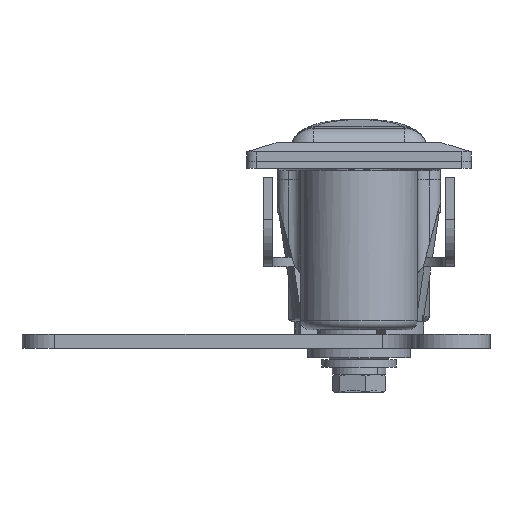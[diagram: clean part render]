
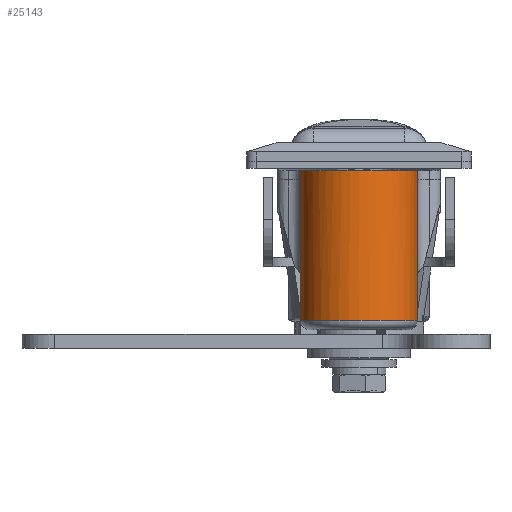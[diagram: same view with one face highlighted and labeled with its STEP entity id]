
A CAD part, front view. The second image highlights one B-rep face of the part: STEP entity #25143.
In plain terms, the highlighted cylindrical face has radius 12.5 mm (diameter 25 mm), a partial arc.
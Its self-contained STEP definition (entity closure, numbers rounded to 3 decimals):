
#7 = CARTESIAN_POINT ( 'NONE',  ( 12.5, -142.5, -38. ) ) ;
#439 = CARTESIAN_POINT ( 'NONE',  ( 0., -142.5, -40. ) ) ;
#1337 = LINE ( 'NONE', #27142, #18975 ) ;
#1934 = CYLINDRICAL_SURFACE ( 'NONE', #25483, 12.5 ) ;
#2924 = EDGE_CURVE ( 'NONE', #9567, #9709, #25467, .T. ) ;
#3219 = EDGE_CURVE ( 'NONE', #30203, #6529, #27374, .T. ) ;
#3992 = CIRCLE ( 'NONE', #8351, 12.5 ) ;
#4827 = EDGE_CURVE ( 'NONE', #13121, #30203, #30292, .T. ) ;
#6179 = ORIENTED_EDGE ( 'NONE', *, *, #21257, .T. ) ;
#6289 = DIRECTION ( 'NONE',  ( 0., 0., 1. ) ) ;
#6529 = VERTEX_POINT ( 'NONE', #15230 ) ;
#6994 = CARTESIAN_POINT ( 'NONE',  ( 0., -142.5, -38. ) ) ;
#7570 = DIRECTION ( 'NONE',  ( -1., 0., 0. ) ) ;
#8334 = DIRECTION ( 'NONE',  ( 0., 0., 1. ) ) ;
#8351 = AXIS2_PLACEMENT_3D ( 'NONE', #22810, #8334, #25276 ) ;
#8516 = DIRECTION ( 'NONE',  ( 0., 0., 1. ) ) ;
#9567 = VERTEX_POINT ( 'NONE', #14223 ) ;
#9709 = VERTEX_POINT ( 'NONE', #7 ) ;
#10018 = FACE_OUTER_BOUND ( 'NONE', #25606, .T. ) ;
#10019 = ORIENTED_EDGE ( 'NONE', *, *, #30092, .F. ) ;
#10354 = CARTESIAN_POINT ( 'NONE',  ( -12.5, -142.5, -40. ) ) ;
#13121 = VERTEX_POINT ( 'NONE', #27458 ) ;
#13629 = ORIENTED_EDGE ( 'NONE', *, *, #15943, .F. ) ;
#14056 = CARTESIAN_POINT ( 'NONE',  ( 0., -142.5, -6. ) ) ;
#14071 = ORIENTED_EDGE ( 'NONE', *, *, #3219, .F. ) ;
#14223 = CARTESIAN_POINT ( 'NONE',  ( -12.5, -142.5, -38. ) ) ;
#14266 = CARTESIAN_POINT ( 'NONE',  ( -12.5, -142.5, -6. ) ) ;
#14742 = DIRECTION ( 'NONE',  ( 0., 0., 1. ) ) ;
#15230 = CARTESIAN_POINT ( 'NONE',  ( 8.57, -151.6, -6. ) ) ;
#15943 = EDGE_CURVE ( 'NONE', #9567, #27585, #21703, .T. ) ;
#16103 = AXIS2_PLACEMENT_3D ( 'NONE', #17325, #24852, #7570 ) ;
#17325 = CARTESIAN_POINT ( 'NONE',  ( 0., -142.5, -6. ) ) ;
#17344 = DIRECTION ( 'NONE',  ( 0., 0., 1. ) ) ;
#17451 = VERTEX_POINT ( 'NONE', #29161 ) ;
#18975 = VECTOR ( 'NONE', #17344, 1000. ) ;
#20473 = ORIENTED_EDGE ( 'NONE', *, *, #2924, .T. ) ;
#21011 = AXIS2_PLACEMENT_3D ( 'NONE', #14056, #6289, #31732 ) ;
#21257 = EDGE_CURVE ( 'NONE', #9709, #17451, #1337, .T. ) ;
#21703 = LINE ( 'NONE', #10354, #22819 ) ;
#22187 = ORIENTED_EDGE ( 'NONE', *, *, #4827, .F. ) ;
#22810 = CARTESIAN_POINT ( 'NONE',  ( 0., -142.5, -6. ) ) ;
#22819 = VECTOR ( 'NONE', #27436, 1000. ) ;
#24200 = ORIENTED_EDGE ( 'NONE', *, *, #31693, .F. ) ;
#24852 = DIRECTION ( 'NONE',  ( 0., 0., 1. ) ) ;
#25143 = ADVANCED_FACE ( 'NONE', ( #10018 ), #1934, .T. ) ;
#25183 = CARTESIAN_POINT ( 'NONE',  ( 0., -155., -6. ) ) ;
#25276 = DIRECTION ( 'NONE',  ( -1., 0., 0. ) ) ;
#25467 = CIRCLE ( 'NONE', #30540, 12.5 ) ;
#25474 = CARTESIAN_POINT ( 'NONE',  ( 0., -142.5, -6. ) ) ;
#25483 = AXIS2_PLACEMENT_3D ( 'NONE', #439, #14742, #27191 ) ;
#25606 = EDGE_LOOP ( 'NONE', ( #13629, #20473, #6179, #24200, #14071, #22187, #10019 ) ) ;
#26542 = DIRECTION ( 'NONE',  ( 0., 0., 1. ) ) ;
#27064 = DIRECTION ( 'NONE',  ( -1., 0., 0. ) ) ;
#27142 = CARTESIAN_POINT ( 'NONE',  ( 12.5, -142.5, -40. ) ) ;
#27191 = DIRECTION ( 'NONE',  ( 1., 0., 0. ) ) ;
#27374 = CIRCLE ( 'NONE', #29906, 12.5 ) ;
#27436 = DIRECTION ( 'NONE',  ( 0., 0., 1. ) ) ;
#27458 = CARTESIAN_POINT ( 'NONE',  ( -8.57, -151.6, -6. ) ) ;
#27585 = VERTEX_POINT ( 'NONE', #14266 ) ;
#28249 = DIRECTION ( 'NONE',  ( -1., 0., 0. ) ) ;
#28457 = CIRCLE ( 'NONE', #16103, 12.5 ) ;
#29161 = CARTESIAN_POINT ( 'NONE',  ( 12.5, -142.5, -6. ) ) ;
#29906 = AXIS2_PLACEMENT_3D ( 'NONE', #25474, #8516, #28249 ) ;
#30092 = EDGE_CURVE ( 'NONE', #27585, #13121, #3992, .T. ) ;
#30203 = VERTEX_POINT ( 'NONE', #25183 ) ;
#30292 = CIRCLE ( 'NONE', #21011, 12.5 ) ;
#30540 = AXIS2_PLACEMENT_3D ( 'NONE', #6994, #26542, #27064 ) ;
#31693 = EDGE_CURVE ( 'NONE', #6529, #17451, #28457, .T. ) ;
#31732 = DIRECTION ( 'NONE',  ( -1., 0., 0. ) ) ;
